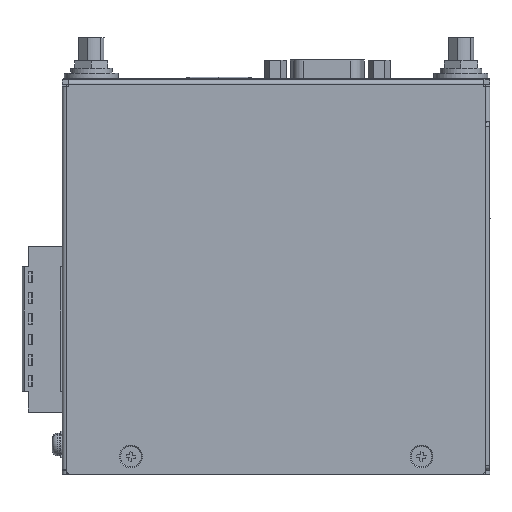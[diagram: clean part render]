
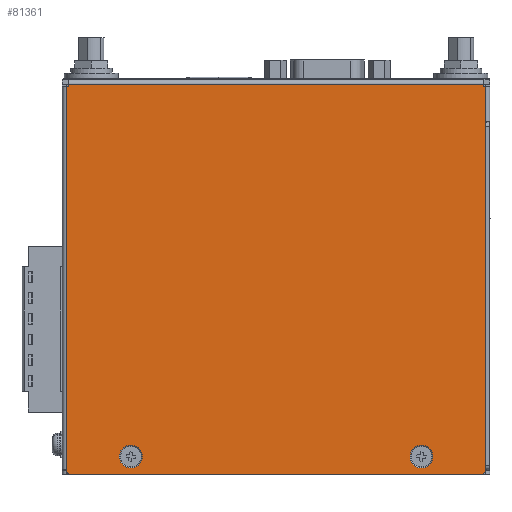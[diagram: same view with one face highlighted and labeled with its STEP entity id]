
A CAD part, left-side view. The second image highlights one B-rep face of the part: STEP entity #81361.
In plain terms, the highlighted planar face has unit normal (-1, 0, 0).
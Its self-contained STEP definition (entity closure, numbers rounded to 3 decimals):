
#154 = LINE ( 'NONE', #27132, #95189 ) ;
#297 = EDGE_CURVE ( 'NONE', #17239, #100261, #72598, .T. ) ;
#2988 = CARTESIAN_POINT ( 'NONE',  ( 24.228, 102., -93.8 ) ) ;
#4584 = EDGE_CURVE ( 'NONE', #72739, #120758, #74212, .T. ) ;
#4888 = CARTESIAN_POINT ( 'NONE',  ( 24.228, 2.1, -94. ) ) ;
#6278 = CARTESIAN_POINT ( 'NONE',  ( 24.228, 101.5, -1. ) ) ;
#6355 = ORIENTED_EDGE ( 'NONE', *, *, #18177, .F. ) ;
#6569 = CARTESIAN_POINT ( 'NONE',  ( 24.228, 1.5, -1. ) ) ;
#7416 = DIRECTION ( 'NONE',  ( 0., 1., 0. ) ) ;
#8001 = CARTESIAN_POINT ( 'NONE',  ( 24.228, 103., -1. ) ) ;
#8586 = VECTOR ( 'NONE', #52197, 1000. ) ;
#10356 = FACE_OUTER_BOUND ( 'NONE', #25397, .T. ) ;
#11112 = EDGE_LOOP ( 'NONE', ( #32912, #50885 ) ) ;
#12401 = CARTESIAN_POINT ( 'NONE',  ( 24.228, 1.1, 0. ) ) ;
#13304 = DIRECTION ( 'NONE',  ( -1., 0., 0. ) ) ;
#13820 = AXIS2_PLACEMENT_3D ( 'NONE', #24809, #51809, #23554 ) ;
#14124 = VERTEX_POINT ( 'NONE', #18628 ) ;
#15568 = VECTOR ( 'NONE', #95056, 1000. ) ;
#17239 = VERTEX_POINT ( 'NONE', #91911 ) ;
#17593 = VERTEX_POINT ( 'NONE', #121219 ) ;
#17725 = CARTESIAN_POINT ( 'NONE',  ( 24.228, 101.5, -1.5 ) ) ;
#18177 = EDGE_CURVE ( 'NONE', #14124, #115441, #66857, .T. ) ;
#18487 = VECTOR ( 'NONE', #7416, 1000. ) ;
#18628 = CARTESIAN_POINT ( 'NONE',  ( 24.228, 2.1, -95. ) ) ;
#19319 = DIRECTION ( 'NONE',  ( 0., 1., 0. ) ) ;
#20083 = CARTESIAN_POINT ( 'NONE',  ( 24.228, 101., -95. ) ) ;
#20348 = ORIENTED_EDGE ( 'NONE', *, *, #43546, .T. ) ;
#21226 = CARTESIAN_POINT ( 'NONE',  ( 24.228, 82.8, -81.4 ) ) ;
#21846 = ORIENTED_EDGE ( 'NONE', *, *, #86765, .F. ) ;
#22482 = DIRECTION ( 'NONE',  ( 1., 0., 0. ) ) ;
#22705 = EDGE_CURVE ( 'NONE', #120611, #78898, #67184, .T. ) ;
#23091 = CARTESIAN_POINT ( 'NONE',  ( 24.228, 1.5, -1.5 ) ) ;
#23223 = VECTOR ( 'NONE', #28555, 1000. ) ;
#23554 = DIRECTION ( 'NONE',  ( 0., 0., -1. ) ) ;
#24466 = EDGE_LOOP ( 'NONE', ( #36689, #21846 ) ) ;
#24809 = CARTESIAN_POINT ( 'NONE',  ( 24.228, 86.5, -90.7 ) ) ;
#24838 = ORIENTED_EDGE ( 'NONE', *, *, #4584, .T. ) ;
#24877 = CARTESIAN_POINT ( 'NONE',  ( 24.228, 101., -94. ) ) ;
#25397 = EDGE_LOOP ( 'NONE', ( #25673, #24838, #118890, #32584, #49360, #126440, #111356, #20348, #91265, #6355, #35108, #103520, #88340 ) ) ;
#25673 = ORIENTED_EDGE ( 'NONE', *, *, #116658, .F. ) ;
#26021 = DIRECTION ( 'NONE',  ( 0., 0., -1. ) ) ;
#26682 = CARTESIAN_POINT ( 'NONE',  ( 24.228, 1.1, -10. ) ) ;
#27132 = CARTESIAN_POINT ( 'NONE',  ( 24.228, 102., 0. ) ) ;
#28555 = DIRECTION ( 'NONE',  ( 0., 0., -1. ) ) ;
#28560 = LINE ( 'NONE', #36903, #122062 ) ;
#28923 = DIRECTION ( 'NONE',  ( 0., 0., -1. ) ) ;
#29180 = VERTEX_POINT ( 'NONE', #109091 ) ;
#31395 = EDGE_CURVE ( 'NONE', #17593, #115441, #33045, .T. ) ;
#32584 = ORIENTED_EDGE ( 'NONE', *, *, #57648, .F. ) ;
#32740 = VERTEX_POINT ( 'NONE', #17725 ) ;
#32912 = ORIENTED_EDGE ( 'NONE', *, *, #297, .F. ) ;
#33045 = CIRCLE ( 'NONE', #102872, 1. ) ;
#33470 = CARTESIAN_POINT ( 'NONE',  ( 24.228, 102., -1.5 ) ) ;
#35108 = ORIENTED_EDGE ( 'NONE', *, *, #104791, .T. ) ;
#35273 = CARTESIAN_POINT ( 'NONE',  ( 24.228, 103., -1.5 ) ) ;
#36281 = DIRECTION ( 'NONE',  ( -1., 0., 0. ) ) ;
#36689 = ORIENTED_EDGE ( 'NONE', *, *, #22705, .F. ) ;
#36903 = CARTESIAN_POINT ( 'NONE',  ( 24.228, 103., -10. ) ) ;
#40503 = FACE_BOUND ( 'NONE', #24466, .T. ) ;
#42926 = DIRECTION ( 'NONE',  ( 0., 0., -1. ) ) ;
#43288 = CIRCLE ( 'NONE', #88520, 2.75 ) ;
#43546 = EDGE_CURVE ( 'NONE', #65419, #17593, #87057, .T. ) ;
#45563 = VERTEX_POINT ( 'NONE', #106924 ) ;
#46491 = LINE ( 'NONE', #8001, #79055 ) ;
#47018 = DIRECTION ( 'NONE',  ( 0., 0., 1. ) ) ;
#49360 = ORIENTED_EDGE ( 'NONE', *, *, #65595, .T. ) ;
#49368 = VERTEX_POINT ( 'NONE', #6278 ) ;
#50722 = CIRCLE ( 'NONE', #124624, 1. ) ;
#50885 = ORIENTED_EDGE ( 'NONE', *, *, #56255, .F. ) ;
#51377 = DIRECTION ( 'NONE',  ( 0., 1., 0. ) ) ;
#51809 = DIRECTION ( 'NONE',  ( -1., 0., 0. ) ) ;
#52197 = DIRECTION ( 'NONE',  ( 0., 0., -1. ) ) ;
#53066 = DIRECTION ( 'NONE',  ( 0., 0., -1. ) ) ;
#55238 = EDGE_CURVE ( 'NONE', #125556, #45563, #71504, .T. ) ;
#55729 = AXIS2_PLACEMENT_3D ( 'NONE', #101357, #13304, #53066 ) ;
#56255 = EDGE_CURVE ( 'NONE', #100261, #17239, #63922, .T. ) ;
#56493 = VECTOR ( 'NONE', #19319, 1000. ) ;
#57648 = EDGE_CURVE ( 'NONE', #49368, #112542, #46491, .T. ) ;
#59557 = VECTOR ( 'NONE', #111329, 1000. ) ;
#61078 = FACE_BOUND ( 'NONE', #11112, .T. ) ;
#63410 = VERTEX_POINT ( 'NONE', #33470 ) ;
#63922 = CIRCLE ( 'NONE', #55729, 2.75 ) ;
#65419 = VERTEX_POINT ( 'NONE', #2988 ) ;
#65595 = EDGE_CURVE ( 'NONE', #49368, #32740, #100488, .T. ) ;
#66857 = LINE ( 'NONE', #107372, #56493 ) ;
#66964 = CARTESIAN_POINT ( 'NONE',  ( 24.228, 16.5, -87.95 ) ) ;
#67184 = CIRCLE ( 'NONE', #13820, 2.75 ) ;
#68256 = CARTESIAN_POINT ( 'NONE',  ( 24.228, 1.5, 0. ) ) ;
#70026 = CARTESIAN_POINT ( 'NONE',  ( 24.228, 86.5, -93.45 ) ) ;
#70049 = PLANE ( 'NONE',  #106413 ) ;
#71504 = LINE ( 'NONE', #12401, #59557 ) ;
#72598 = CIRCLE ( 'NONE', #111584, 2.75 ) ;
#72739 = VERTEX_POINT ( 'NONE', #77507 ) ;
#72895 = VECTOR ( 'NONE', #126705, 1000. ) ;
#74212 = LINE ( 'NONE', #114059, #18487 ) ;
#77352 = EDGE_CURVE ( 'NONE', #120758, #112542, #117742, .T. ) ;
#77507 = CARTESIAN_POINT ( 'NONE',  ( 24.228, 1., -1.5 ) ) ;
#78898 = VERTEX_POINT ( 'NONE', #105110 ) ;
#79032 = LINE ( 'NONE', #106087, #117229 ) ;
#79055 = VECTOR ( 'NONE', #85732, 1000. ) ;
#80529 = CARTESIAN_POINT ( 'NONE',  ( 24.228, 101.5, 0. ) ) ;
#81361 = ADVANCED_FACE ( 'NONE', ( #61078, #40503, #10356 ), #70049, .F. ) ;
#83236 = DIRECTION ( 'NONE',  ( -1., 0., 0. ) ) ;
#83382 = DIRECTION ( 'NONE',  ( 0., 0., -1. ) ) ;
#85732 = DIRECTION ( 'NONE',  ( 0., -1., 0. ) ) ;
#86765 = EDGE_CURVE ( 'NONE', #78898, #120611, #43288, .T. ) ;
#87057 = LINE ( 'NONE', #125516, #23223 ) ;
#88340 = ORIENTED_EDGE ( 'NONE', *, *, #90338, .F. ) ;
#88520 = AXIS2_PLACEMENT_3D ( 'NONE', #115328, #36281, #26021 ) ;
#90338 = EDGE_CURVE ( 'NONE', #29180, #125556, #28560, .T. ) ;
#91265 = ORIENTED_EDGE ( 'NONE', *, *, #31395, .T. ) ;
#91795 = DIRECTION ( 'NONE',  ( -1., 0., 0. ) ) ;
#91911 = CARTESIAN_POINT ( 'NONE',  ( 24.228, 16.5, -93.45 ) ) ;
#95056 = DIRECTION ( 'NONE',  ( 0., 1., 0. ) ) ;
#95189 = VECTOR ( 'NONE', #47018, 1000. ) ;
#100217 = EDGE_CURVE ( 'NONE', #65419, #63410, #154, .T. ) ;
#100261 = VERTEX_POINT ( 'NONE', #66964 ) ;
#100488 = LINE ( 'NONE', #80529, #8586 ) ;
#101357 = CARTESIAN_POINT ( 'NONE',  ( 24.228, 16.5, -90.7 ) ) ;
#102200 = EDGE_CURVE ( 'NONE', #32740, #63410, #105334, .T. ) ;
#102872 = AXIS2_PLACEMENT_3D ( 'NONE', #24877, #91795, #83382 ) ;
#103520 = ORIENTED_EDGE ( 'NONE', *, *, #55238, .F. ) ;
#104791 = EDGE_CURVE ( 'NONE', #14124, #45563, #50722, .T. ) ;
#105110 = CARTESIAN_POINT ( 'NONE',  ( 24.228, 86.5, -87.95 ) ) ;
#105334 = LINE ( 'NONE', #35273, #15568 ) ;
#105712 = DIRECTION ( 'NONE',  ( 0., 1., 0. ) ) ;
#106087 = CARTESIAN_POINT ( 'NONE',  ( 24.228, 1., 0. ) ) ;
#106413 = AXIS2_PLACEMENT_3D ( 'NONE', #21226, #22482, #51377 ) ;
#106924 = CARTESIAN_POINT ( 'NONE',  ( 24.228, 1.1, -94. ) ) ;
#107372 = CARTESIAN_POINT ( 'NONE',  ( 24.228, 103., -95. ) ) ;
#109091 = CARTESIAN_POINT ( 'NONE',  ( 24.228, 1., -10. ) ) ;
#111329 = DIRECTION ( 'NONE',  ( 0., 0., -1. ) ) ;
#111356 = ORIENTED_EDGE ( 'NONE', *, *, #100217, .F. ) ;
#111584 = AXIS2_PLACEMENT_3D ( 'NONE', #111723, #122579, #42926 ) ;
#111723 = CARTESIAN_POINT ( 'NONE',  ( 24.228, 16.5, -90.7 ) ) ;
#112542 = VERTEX_POINT ( 'NONE', #6569 ) ;
#114059 = CARTESIAN_POINT ( 'NONE',  ( 24.228, 103., -1.5 ) ) ;
#115328 = CARTESIAN_POINT ( 'NONE',  ( 24.228, 86.5, -90.7 ) ) ;
#115441 = VERTEX_POINT ( 'NONE', #20083 ) ;
#116658 = EDGE_CURVE ( 'NONE', #72739, #29180, #79032, .T. ) ;
#117229 = VECTOR ( 'NONE', #28923, 1000. ) ;
#117742 = LINE ( 'NONE', #68256, #72895 ) ;
#118890 = ORIENTED_EDGE ( 'NONE', *, *, #77352, .T. ) ;
#120611 = VERTEX_POINT ( 'NONE', #70026 ) ;
#120758 = VERTEX_POINT ( 'NONE', #23091 ) ;
#121219 = CARTESIAN_POINT ( 'NONE',  ( 24.228, 102., -94. ) ) ;
#122062 = VECTOR ( 'NONE', #105712, 1000. ) ;
#122402 = DIRECTION ( 'NONE',  ( 0., 0., -1. ) ) ;
#122579 = DIRECTION ( 'NONE',  ( -1., 0., 0. ) ) ;
#124624 = AXIS2_PLACEMENT_3D ( 'NONE', #4888, #83236, #122402 ) ;
#125516 = CARTESIAN_POINT ( 'NONE',  ( 24.228, 102., -93.8 ) ) ;
#125556 = VERTEX_POINT ( 'NONE', #26682 ) ;
#126440 = ORIENTED_EDGE ( 'NONE', *, *, #102200, .T. ) ;
#126705 = DIRECTION ( 'NONE',  ( 0., 0., 1. ) ) ;
